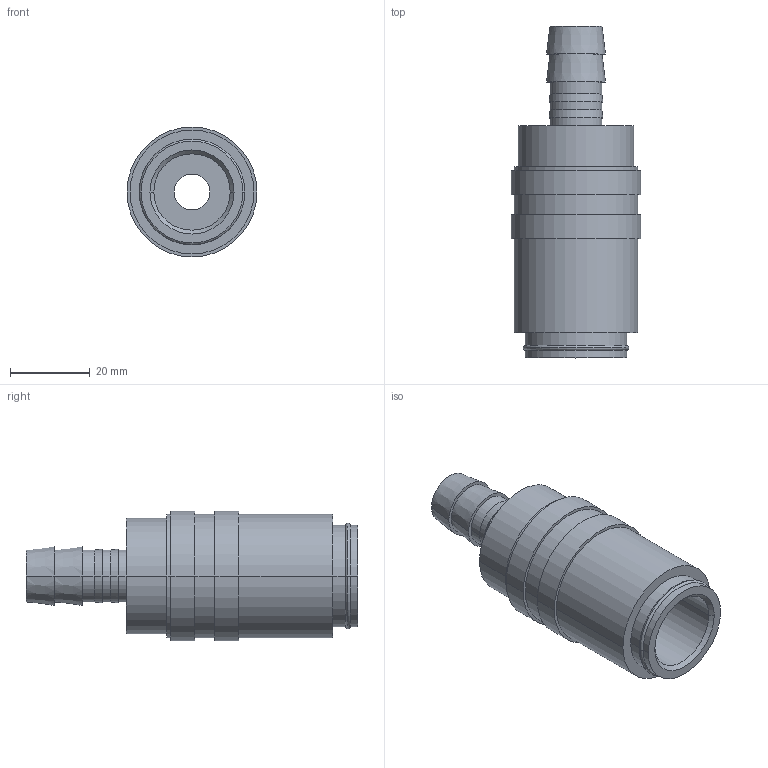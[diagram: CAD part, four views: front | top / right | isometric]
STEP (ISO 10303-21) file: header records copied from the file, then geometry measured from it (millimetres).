
FILE_DESCRIPTION(('STEP AP214'),'1');
FILE_NAME('eshg_13_tlab.stp','2020-04-22T06:06:17',('TraceParts'),('TraceParts S.A.'),'Spatial InterOp 3D',' ',' ');
FILE_SCHEMA(('automotive_design'));
Length unit declared in the file: millimetre
Products named in the file (1): 1
Bounding box: 32.5 x 83 x 32.5 mm (x, y, z)
Volume: 34252.3 mm3; surface area: 11613.9 mm2
Topology: 1 solids, 1 shells, 54 faces, 108 edges, 68 vertices
Faces by surface type: cylinder 26, plane 14, cone 10, torus 4
Entity records: 1880 total; most frequent: DIRECTION 290, CARTESIAN_POINT 231, ORIENTED_EDGE 216, AXIS2_PLACEMENT_3D 127, EDGE_CURVE 108, CIRCLE 72, EDGE_LOOP 68, VERTEX_POINT 68
